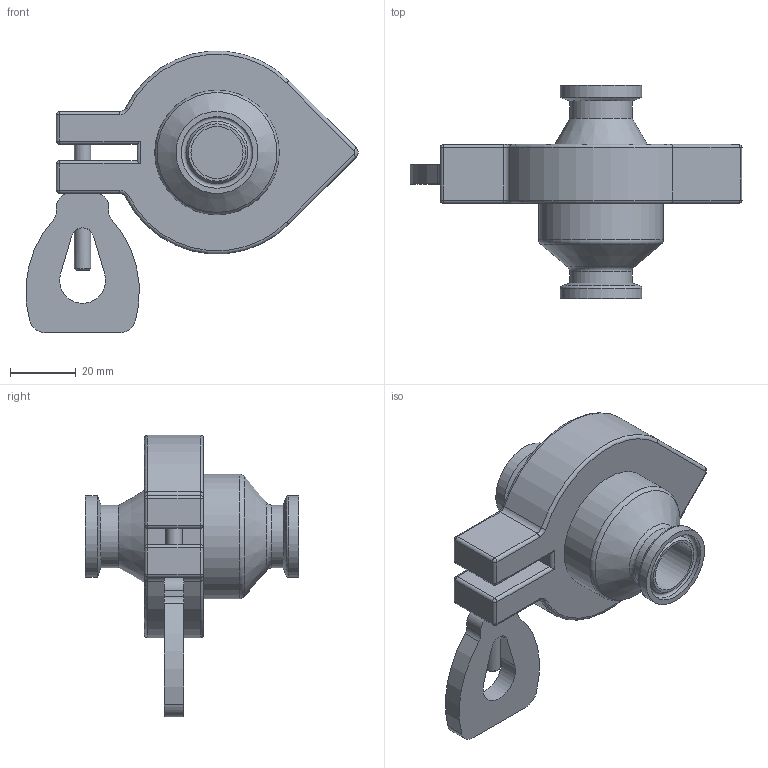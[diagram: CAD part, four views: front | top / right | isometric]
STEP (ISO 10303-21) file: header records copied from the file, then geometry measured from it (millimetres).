
FILE_DESCRIPTION((''),'2;1');
FILE_NAME('LV6CE-020-clamp-02.stp','2012-05-24T17:14:28',('asaokak'),(''),'Autodesk Inventor 2012','Autodesk Inventor 2012','');
FILE_SCHEMA(('AUTOMOTIVE_DESIGN { 1 0 10303 214 1 1 1 1 }'));
Length unit declared in the file: millimetre
Products named in the file (1): LV6CE-020-clamp-02
Bounding box: 101.25 x 65 x 85.9 mm (x, y, z)
Volume: 91383.3 mm3; surface area: 21571.8 mm2
Topology: 1 solids, 1 shells, 103 faces, 229 edges, 134 vertices
Faces by surface type: cylinder 48, plane 25, torus 13, sphere 8, cone 7, bspline 2
Full cylindrical faces by diameter (mm): 5 x2, 15.87 x2, 19.05 x2, 21.82 x2, 25 x2, 38 x1
Entity records: 2786 total; most frequent: CARTESIAN_POINT 549, DIRECTION 514, ORIENTED_EDGE 394, AXIS2_PLACEMENT_3D 216, EDGE_CURVE 197, EDGE_LOOP 138, VERTEX_POINT 127, CIRCLE 110
